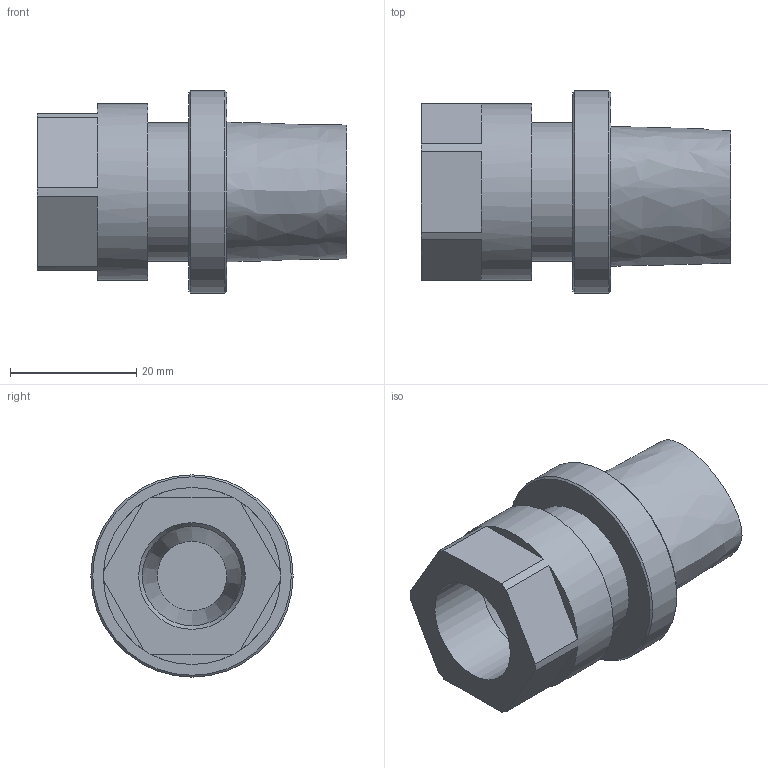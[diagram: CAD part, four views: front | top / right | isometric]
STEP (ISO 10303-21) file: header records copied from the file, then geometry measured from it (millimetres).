
FILE_DESCRIPTION( ( 'Unknown' ), '1' );
FILE_NAME( 'c3-W-391.14-16 030.stp', 'Unknown', ( 'Unknown' ), ( 'Unknown' ), 'PSStep 10.0', 'Unknown', ' ' );
FILE_SCHEMA( ( 'AUTOMOTIVE_DESIGN { 1 0 10303 214 1 1 1 1 }' ) );
Length unit declared in the file: millimetre
Products named in the file (1): 1
Bounding box: 49 x 32 x 32 mm (x, y, z)
Volume: 18833.9 mm3; surface area: 7212.2 mm2
Topology: 1 solids, 1 shells, 31 faces, 72 edges, 47 vertices
Faces by surface type: plane 19, cylinder 6, cone 5, bspline 1
Full cylindrical faces by diameter (mm): 11 x1, 16.874 x1, 22 x1, 28 x1, 32 x1
Entity records: 1522 total; most frequent: CARTESIAN_POINT 594, DIRECTION 139, ORIENTED_EDGE 122, EDGE_CURVE 61, AXIS2_PLACEMENT_3D 57, VERTEX_POINT 45, EDGE_LOOP 44, FACE_OUTER_BOUND 36
